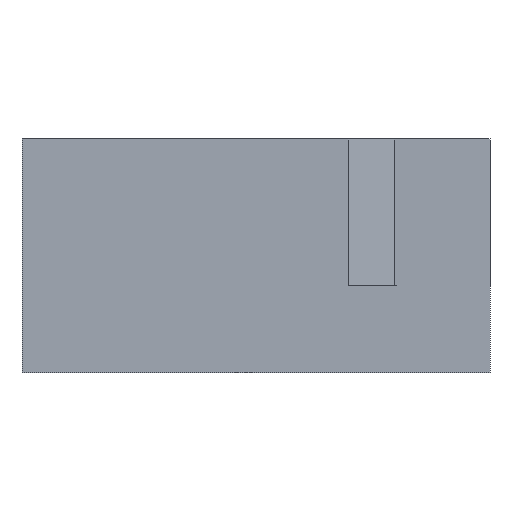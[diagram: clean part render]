
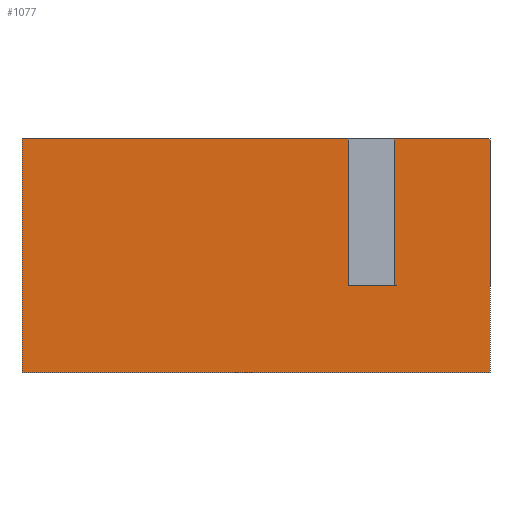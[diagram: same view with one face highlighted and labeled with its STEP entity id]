
A CAD part, front view. The second image highlights one B-rep face of the part: STEP entity #1077.
In plain terms, the highlighted planar face has unit normal (0, -1, 0).
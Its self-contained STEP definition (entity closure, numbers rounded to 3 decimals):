
#124=ORIENTED_EDGE('',*,*,#405,.T.);
#125=ORIENTED_EDGE('',*,*,#406,.F.);
#126=ORIENTED_EDGE('',*,*,#407,.T.);
#127=ORIENTED_EDGE('',*,*,#408,.T.);
#128=ORIENTED_EDGE('',*,*,#409,.T.);
#129=ORIENTED_EDGE('',*,*,#410,.F.);
#130=ORIENTED_EDGE('',*,*,#361,.F.);
#131=ORIENTED_EDGE('',*,*,#404,.T.);
#361=EDGE_CURVE('',#514,#515,#616,.T.);
#404=EDGE_CURVE('',#514,#544,#659,.T.);
#405=EDGE_CURVE('',#544,#545,#660,.T.);
#406=EDGE_CURVE('',#546,#545,#661,.T.);
#407=EDGE_CURVE('',#546,#547,#662,.T.);
#408=EDGE_CURVE('',#547,#548,#663,.T.);
#409=EDGE_CURVE('',#548,#549,#664,.T.);
#410=EDGE_CURVE('',#515,#549,#665,.T.);
#514=VERTEX_POINT('',#1519);
#515=VERTEX_POINT('',#1521);
#544=VERTEX_POINT('',#1605);
#545=VERTEX_POINT('',#1609);
#546=VERTEX_POINT('',#1611);
#547=VERTEX_POINT('',#1613);
#548=VERTEX_POINT('',#1615);
#549=VERTEX_POINT('',#1617);
#616=LINE('',#1520,#769);
#659=LINE('',#1606,#812);
#660=LINE('',#1608,#813);
#661=LINE('',#1610,#814);
#662=LINE('',#1612,#815);
#663=LINE('',#1614,#816);
#664=LINE('',#1616,#817);
#665=LINE('',#1618,#818);
#769=VECTOR('',#1223,1000.);
#812=VECTOR('',#1292,1000.);
#813=VECTOR('',#1295,1000.);
#814=VECTOR('',#1296,1000.);
#815=VECTOR('',#1297,1000.);
#816=VECTOR('',#1298,1000.);
#817=VECTOR('',#1299,1000.);
#818=VECTOR('',#1300,1000.);
#905=EDGE_LOOP('',(#124,#125,#126,#127,#128,#129,#130,#131));
#966=FACE_BOUND('',#905,.T.);
#1023=PLANE('',#1144);
#1077=ADVANCED_FACE('',(#966),#1023,.F.);
#1144=AXIS2_PLACEMENT_3D('',#1607,#1293,#1294);
#1223=DIRECTION('',(1.,0.,0.));
#1292=DIRECTION('',(0.,0.,-1.));
#1293=DIRECTION('',(0.,1.,0.));
#1294=DIRECTION('',(0.,0.,1.));
#1295=DIRECTION('',(1.,0.,0.));
#1296=DIRECTION('',(0.,0.,-1.));
#1297=DIRECTION('',(-1.,0.,0.));
#1298=DIRECTION('',(0.,0.,-1.));
#1299=DIRECTION('',(-1.,0.,0.));
#1300=DIRECTION('',(0.,0.,-1.));
#1519=CARTESIAN_POINT('',(-40.,-40.,40.));
#1520=CARTESIAN_POINT('',(15.804,-40.,40.));
#1521=CARTESIAN_POINT('',(15.804,-40.,40.));
#1605=CARTESIAN_POINT('',(-40.,-40.,0.));
#1606=CARTESIAN_POINT('',(-40.,-40.,40.));
#1607=CARTESIAN_POINT('',(15.804,-40.,40.));
#1608=CARTESIAN_POINT('',(15.804,-40.,0.));
#1609=CARTESIAN_POINT('',(40.,-40.,0.));
#1610=CARTESIAN_POINT('',(40.,-40.,40.));
#1611=CARTESIAN_POINT('',(40.,-40.,40.));
#1612=CARTESIAN_POINT('',(40.,-40.,40.));
#1613=CARTESIAN_POINT('',(23.662,-40.,40.));
#1614=CARTESIAN_POINT('',(23.662,-40.,40.));
#1615=CARTESIAN_POINT('',(23.662,-40.,14.929));
#1616=CARTESIAN_POINT('',(23.662,-40.,14.929));
#1617=CARTESIAN_POINT('',(15.804,-40.,14.929));
#1618=CARTESIAN_POINT('',(15.804,-40.,40.));
